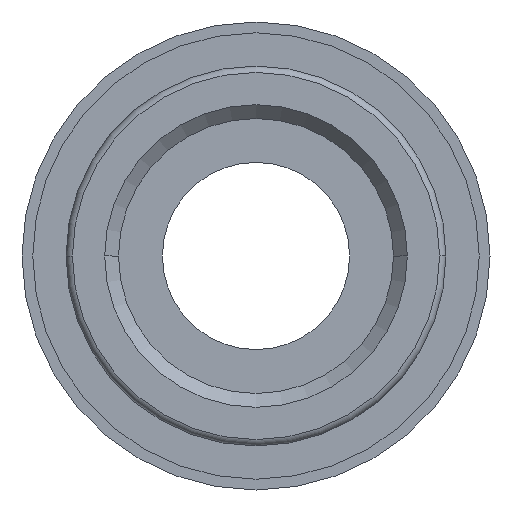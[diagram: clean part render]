
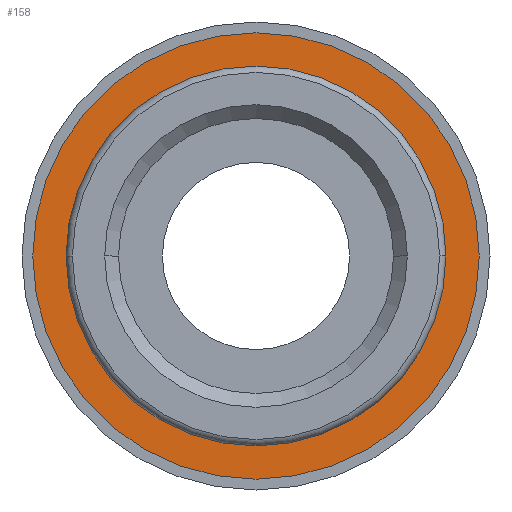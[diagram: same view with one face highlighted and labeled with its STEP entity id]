
A CAD part, front view. The second image highlights one B-rep face of the part: STEP entity #158.
In plain terms, the highlighted planar face has unit normal (0, -1, 0).
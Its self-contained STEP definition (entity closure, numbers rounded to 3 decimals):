
#158=ADVANCED_FACE('',(#337,#338),#339,.T.);
#337=FACE_BOUND('',#532,.T.);
#338=FACE_OUTER_BOUND('',#533,.T.);
#339=PLANE('',#534);
#532=EDGE_LOOP('',(#903,#904));
#533=EDGE_LOOP('',(#905,#906));
#534=AXIS2_PLACEMENT_3D('',#907,#908,#909);
#903=ORIENTED_EDGE('',*,*,#1201,.T.);
#904=ORIENTED_EDGE('',*,*,#1102,.T.);
#905=ORIENTED_EDGE('',*,*,#1202,.F.);
#906=ORIENTED_EDGE('',*,*,#1203,.F.);
#907=CARTESIAN_POINT('',(7.75,6.3,0.0));
#908=DIRECTION('',(-0.0,-1.0,-0.0));
#909=DIRECTION('',(-1.0,0.0,0.0));
#1102=EDGE_CURVE('',#1300,#1302,#1304,.T.);
#1201=EDGE_CURVE('',#1302,#1300,#1441,.T.);
#1202=EDGE_CURVE('',#1442,#1443,#1444,.T.);
#1203=EDGE_CURVE('',#1443,#1442,#1445,.T.);
#1300=VERTEX_POINT('',#1554);
#1302=VERTEX_POINT('',#1557);
#1304=CIRCLE('',#1560,12.75);
#1441=CIRCLE('',#1721,12.75);
#1442=VERTEX_POINT('',#1722);
#1443=VERTEX_POINT('',#1723);
#1444=CIRCLE('',#1724,15.5);
#1445=CIRCLE('',#1725,15.5);
#1554=CARTESIAN_POINT('',(12.75,6.3,0.));
#1557=CARTESIAN_POINT('',(-12.75,6.3,0.));
#1560=AXIS2_PLACEMENT_3D('',#1841,#1842,#1843);
#1721=AXIS2_PLACEMENT_3D('',#2000,#2001,#2002);
#1722=CARTESIAN_POINT('',(15.5,6.3,0.0));
#1723=CARTESIAN_POINT('',(-15.5,6.3,0.));
#1724=AXIS2_PLACEMENT_3D('',#2003,#2004,#2005);
#1725=AXIS2_PLACEMENT_3D('',#2006,#2007,#2008);
#1841=CARTESIAN_POINT('',(0.0,6.3,0.0));
#1842=DIRECTION('',(-0.0,1.0,0.0));
#1843=DIRECTION('',(1.0,0.0,0.0));
#2000=CARTESIAN_POINT('',(0.0,6.3,0.0));
#2001=DIRECTION('',(-0.0,1.0,0.0));
#2002=DIRECTION('',(1.0,0.0,0.0));
#2003=CARTESIAN_POINT('',(0.0,6.3,0.0));
#2004=DIRECTION('',(-0.0,1.0,0.0));
#2005=DIRECTION('',(1.0,0.0,0.0));
#2006=CARTESIAN_POINT('',(0.0,6.3,0.0));
#2007=DIRECTION('',(-0.0,1.0,0.0));
#2008=DIRECTION('',(1.0,0.0,0.0));
